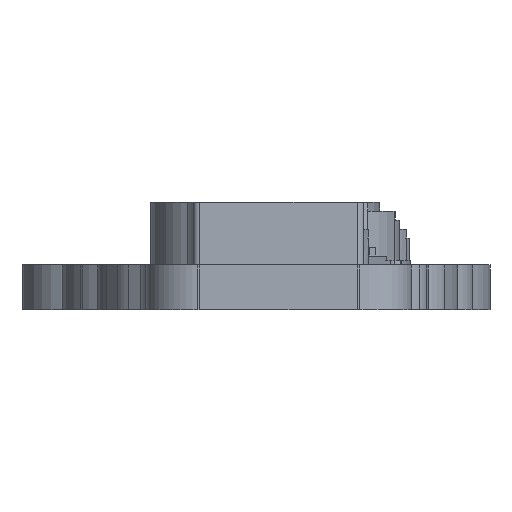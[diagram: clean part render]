
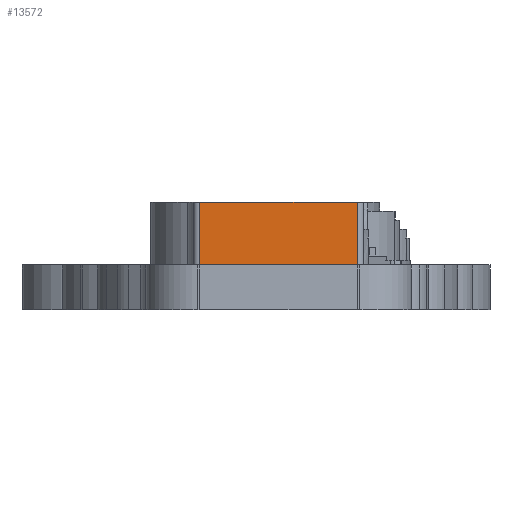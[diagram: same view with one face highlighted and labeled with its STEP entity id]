
A CAD part, left-side view. The second image highlights one B-rep face of the part: STEP entity #13572.
In plain terms, the highlighted planar face has unit normal (-1, -0.001, 0).
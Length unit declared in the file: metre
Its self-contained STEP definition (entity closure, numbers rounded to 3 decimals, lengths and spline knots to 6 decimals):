
#122=PLANE('',#14979);
#5001=ORIENTED_EDGE('',*,*,#6162,.F.);
#5002=ORIENTED_EDGE('',*,*,#7488,.F.);
#5003=ORIENTED_EDGE('',*,*,#7489,.T.);
#5004=ORIENTED_EDGE('',*,*,#7486,.T.);
#6162=EDGE_CURVE('',#8119,#8120,#9298,.T.);
#7486=EDGE_CURVE('',#8943,#8120,#9875,.T.);
#7488=EDGE_CURVE('',#8944,#8119,#9876,.T.);
#7489=EDGE_CURVE('',#8944,#8943,#9877,.T.);
#8119=VERTEX_POINT('',#20639);
#8120=VERTEX_POINT('',#20641);
#8943=VERTEX_POINT('',#24156);
#8944=VERTEX_POINT('',#24163);
#9298=LINE('',#20640,#10224);
#9875=LINE('',#24155,#10801);
#9876=LINE('',#24162,#10802);
#9877=LINE('',#24164,#10803);
#10224=VECTOR('',#15888,1.);
#10801=VECTOR('',#18553,1.);
#10802=VECTOR('',#18556,1.);
#10803=VECTOR('',#18557,1.);
#11572=EDGE_LOOP('',(#5001,#5002,#5003,#5004));
#12431=FACE_BOUND('',#11572,.T.);
#13572=ADVANCED_FACE('',(#12431),#122,.T.);
#14979=AXIS2_PLACEMENT_3D('',#24161,#18554,#18555);
#15888=DIRECTION('',(0.,1.,0.));
#18553=DIRECTION('',(0.,0.,-1.));
#18554=DIRECTION('',(-1.,0.,0.));
#18555=DIRECTION('',(0.,-1.,0.));
#18556=DIRECTION('',(0.,0.,-1.));
#18557=DIRECTION('',(0.,1.,0.));
#20639=CARTESIAN_POINT('',(-0.159721,0.123752,0.00125));
#20640=CARTESIAN_POINT('',(-0.159723,0.12816,0.00125));
#20641=CARTESIAN_POINT('',(-0.159725,0.132568,0.00125));
#24155=CARTESIAN_POINT('',(-0.159725,0.132568,0.00475));
#24156=CARTESIAN_POINT('',(-0.159725,0.132568,0.00475));
#24161=CARTESIAN_POINT('',(-0.159723,0.12816,0.00475));
#24162=CARTESIAN_POINT('',(-0.159721,0.123752,0.00475));
#24163=CARTESIAN_POINT('',(-0.159721,0.123752,0.00475));
#24164=CARTESIAN_POINT('',(-0.159723,0.12816,0.00475));
